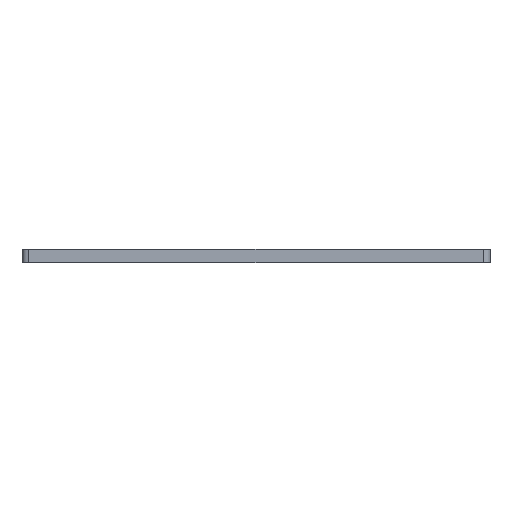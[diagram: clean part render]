
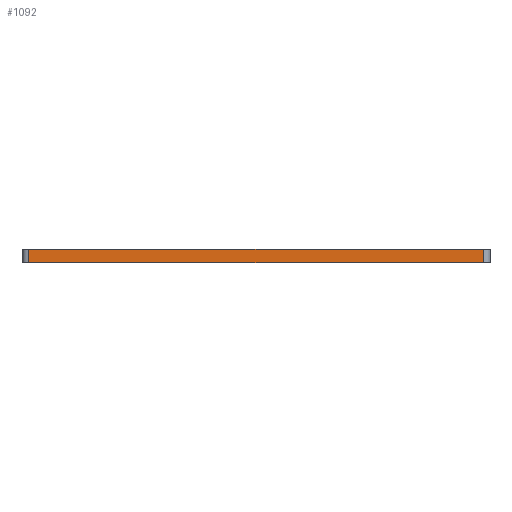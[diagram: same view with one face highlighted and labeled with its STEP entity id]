
A CAD part, front view. The second image highlights one B-rep face of the part: STEP entity #1092.
In plain terms, the highlighted planar face has unit normal (0, -1, 0).
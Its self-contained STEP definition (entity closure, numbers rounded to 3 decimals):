
#52 = ORIENTED_EDGE ( 'NONE', *, *, #592, .F. ) ;
#156 = DIRECTION ( 'NONE',  ( -1., 0., 0. ) ) ;
#369 = EDGE_CURVE ( 'NONE', #436, #569, #452, .T. ) ;
#390 = ORIENTED_EDGE ( 'NONE', *, *, #2066, .T. ) ;
#436 = VERTEX_POINT ( 'NONE', #1992 ) ;
#452 = LINE ( 'NONE', #588, #2035 ) ;
#454 = AXIS2_PLACEMENT_3D ( 'NONE', #1073, #1232, #917 ) ;
#499 = CARTESIAN_POINT ( 'NONE',  ( 267.488, 68.072, -25.4 ) ) ;
#569 = VERTEX_POINT ( 'NONE', #1861 ) ;
#588 = CARTESIAN_POINT ( 'NONE',  ( 0., 68.072, -25.4 ) ) ;
#592 = EDGE_CURVE ( 'NONE', #2010, #1973, #1403, .T. ) ;
#845 = DIRECTION ( 'NONE',  ( 0., 0., 1. ) ) ;
#886 = LINE ( 'NONE', #1055, #2015 ) ;
#906 = FACE_OUTER_BOUND ( 'NONE', #1577, .T. ) ;
#917 = DIRECTION ( 'NONE',  ( 1., 0., 0. ) ) ;
#949 = EDGE_CURVE ( 'NONE', #2010, #436, #1707, .T. ) ;
#1053 = CARTESIAN_POINT ( 'NONE',  ( 0., 68.072, -31.75 ) ) ;
#1055 = CARTESIAN_POINT ( 'NONE',  ( 53.369, 68.072, -31.75 ) ) ;
#1073 = CARTESIAN_POINT ( 'NONE',  ( 0., 68.072, -31.75 ) ) ;
#1086 = ORIENTED_EDGE ( 'NONE', *, *, #369, .T. ) ;
#1092 = ADVANCED_FACE ( 'NONE', ( #906 ), #1255, .F. ) ;
#1232 = DIRECTION ( 'NONE',  ( 0., 1., 0. ) ) ;
#1238 = CARTESIAN_POINT ( 'NONE',  ( 53.369, 68.072, -31.75 ) ) ;
#1255 = PLANE ( 'NONE',  #454 ) ;
#1365 = VECTOR ( 'NONE', #156, 1000. ) ;
#1403 = LINE ( 'NONE', #1053, #1365 ) ;
#1448 = DIRECTION ( 'NONE',  ( -1., 0., 0. ) ) ;
#1577 = EDGE_LOOP ( 'NONE', ( #1086, #390, #52, #1770 ) ) ;
#1707 = LINE ( 'NONE', #499, #1938 ) ;
#1744 = DIRECTION ( 'NONE',  ( 0., 0., -1. ) ) ;
#1770 = ORIENTED_EDGE ( 'NONE', *, *, #949, .T. ) ;
#1861 = CARTESIAN_POINT ( 'NONE',  ( 53.369, 68.072, -25.4 ) ) ;
#1903 = CARTESIAN_POINT ( 'NONE',  ( 267.488, 68.072, -31.75 ) ) ;
#1938 = VECTOR ( 'NONE', #845, 1000. ) ;
#1973 = VERTEX_POINT ( 'NONE', #1238 ) ;
#1992 = CARTESIAN_POINT ( 'NONE',  ( 267.488, 68.072, -25.4 ) ) ;
#2010 = VERTEX_POINT ( 'NONE', #1903 ) ;
#2015 = VECTOR ( 'NONE', #1744, 1000. ) ;
#2035 = VECTOR ( 'NONE', #1448, 1000. ) ;
#2066 = EDGE_CURVE ( 'NONE', #569, #1973, #886, .T. ) ;
